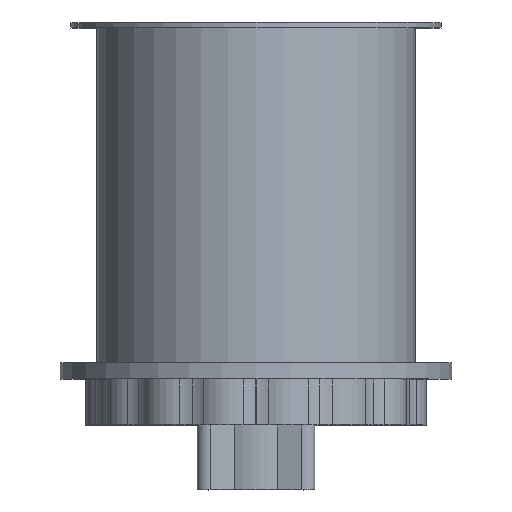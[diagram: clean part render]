
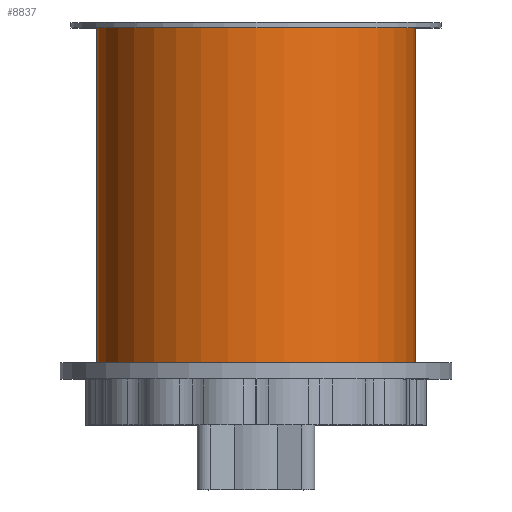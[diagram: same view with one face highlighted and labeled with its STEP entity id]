
A CAD part, top view. The second image highlights one B-rep face of the part: STEP entity #8837.
In plain terms, the highlighted cylindrical face has radius 59 mm (diameter 118 mm), a full revolution.
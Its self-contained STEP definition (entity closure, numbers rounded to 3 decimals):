
#524=FACE_OUTER_BOUND('',#1046,.T.);
#1046=EDGE_LOOP('',(#6392,#6393,#6394,#6395,#6396,#6397));
#1665=LINE('',#13468,#2548);
#2548=VECTOR('',#10713,59.);
#3353=CIRCLE('',#9428,59.);
#3354=CIRCLE('',#9429,59.);
#3361=CIRCLE('',#9439,59.);
#3362=CIRCLE('',#9440,59.);
#3861=VERTEX_POINT('',#13436);
#3862=VERTEX_POINT('',#13437);
#3869=VERTEX_POINT('',#13456);
#3870=VERTEX_POINT('',#13457);
#4825=EDGE_CURVE('',#3861,#3862,#3353,.T.);
#4826=EDGE_CURVE('',#3862,#3861,#3354,.T.);
#4834=EDGE_CURVE('',#3869,#3870,#3361,.T.);
#4835=EDGE_CURVE('',#3870,#3869,#3362,.T.);
#4839=EDGE_CURVE('',#3870,#3862,#1665,.T.);
#6392=ORIENTED_EDGE('',*,*,#4834,.F.);
#6393=ORIENTED_EDGE('',*,*,#4835,.F.);
#6394=ORIENTED_EDGE('',*,*,#4839,.T.);
#6395=ORIENTED_EDGE('',*,*,#4826,.T.);
#6396=ORIENTED_EDGE('',*,*,#4825,.T.);
#6397=ORIENTED_EDGE('',*,*,#4839,.F.);
#8610=CYLINDRICAL_SURFACE('',#9445,59.);
#8837=ADVANCED_FACE('',(#524),#8610,.T.);
#9428=AXIS2_PLACEMENT_3D('',#13438,#10675,#10676);
#9429=AXIS2_PLACEMENT_3D('',#13439,#10677,#10678);
#9439=AXIS2_PLACEMENT_3D('',#13458,#10698,#10699);
#9440=AXIS2_PLACEMENT_3D('',#13459,#10700,#10701);
#9445=AXIS2_PLACEMENT_3D('',#13467,#10711,#10712);
#10675=DIRECTION('center_axis',(0.,1.,0.));
#10676=DIRECTION('ref_axis',(-1.,0.,0.));
#10677=DIRECTION('center_axis',(0.,1.,0.));
#10678=DIRECTION('ref_axis',(-1.,0.,0.));
#10698=DIRECTION('center_axis',(0.,1.,0.));
#10699=DIRECTION('ref_axis',(-1.,0.,0.));
#10700=DIRECTION('center_axis',(0.,1.,0.));
#10701=DIRECTION('ref_axis',(-1.,0.,0.));
#10711=DIRECTION('center_axis',(0.,1.,0.));
#10712=DIRECTION('ref_axis',(-1.,0.,0.));
#10713=DIRECTION('',(0.,-1.,0.));
#13436=CARTESIAN_POINT('',(-59.,0.,0.));
#13437=CARTESIAN_POINT('',(59.,0.,0.));
#13438=CARTESIAN_POINT('Origin',(0.,0.,0.));
#13439=CARTESIAN_POINT('Origin',(0.,0.,0.));
#13456=CARTESIAN_POINT('',(-59.,147.,0.));
#13457=CARTESIAN_POINT('',(59.,147.,0.));
#13458=CARTESIAN_POINT('Origin',(0.,147.,0.));
#13459=CARTESIAN_POINT('Origin',(0.,147.,0.));
#13467=CARTESIAN_POINT('Origin',(0.,0.,0.));
#13468=CARTESIAN_POINT('',(59.,0.,0.));
